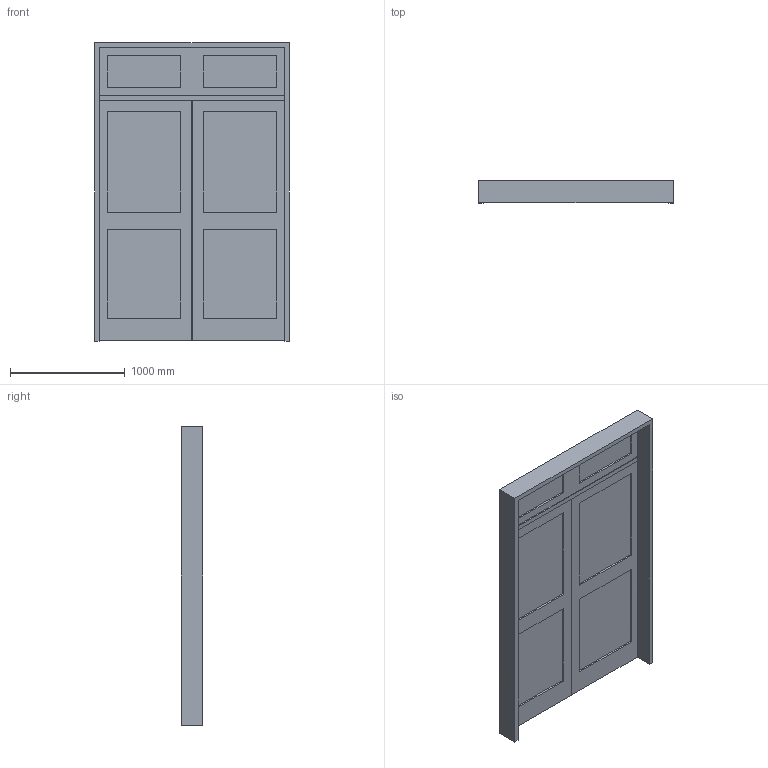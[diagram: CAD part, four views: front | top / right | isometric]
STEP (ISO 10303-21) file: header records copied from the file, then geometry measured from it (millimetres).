
FILE_DESCRIPTION(('FreeCAD Model'),'2;1');
FILE_NAME('Double doors with glass and transom.step','2016-10-04T10:41:09',('Author'),(''), 'Open CASCADE STEP processor 6.8','FreeCAD','Unknown');
FILE_SCHEMA(('AUTOMOTIVE_DESIGN_CC2 { 1 2 10303 214 -1 1 5 4 }'));
Length unit declared in the file: millimetre
Products named in the file (2): ASSEMBLY; Double_doors_with_glass_and_transom
Assembly tree (1 placements, depth 2):
  ASSEMBLY
    Double_doors_with_glass_and_transom
Bounding box: 1700 x 190 x 2600 mm (x, y, z)
Volume: 143995597.7 mm3; surface area: 12981721.1 mm2
Topology: 11 solids, 11 shells, 94 faces, 216 edges, 144 vertices
Faces by surface type: plane 94
Entity records: 6101 total; most frequent: CARTESIAN_POINT 888, DIRECTION 840, LINE 648, VECTOR 648, ORIENTED_EDGE 432, PCURVE 432, DEFINITIONAL_REPRESENTATION 432, EDGE_CURVE 216
